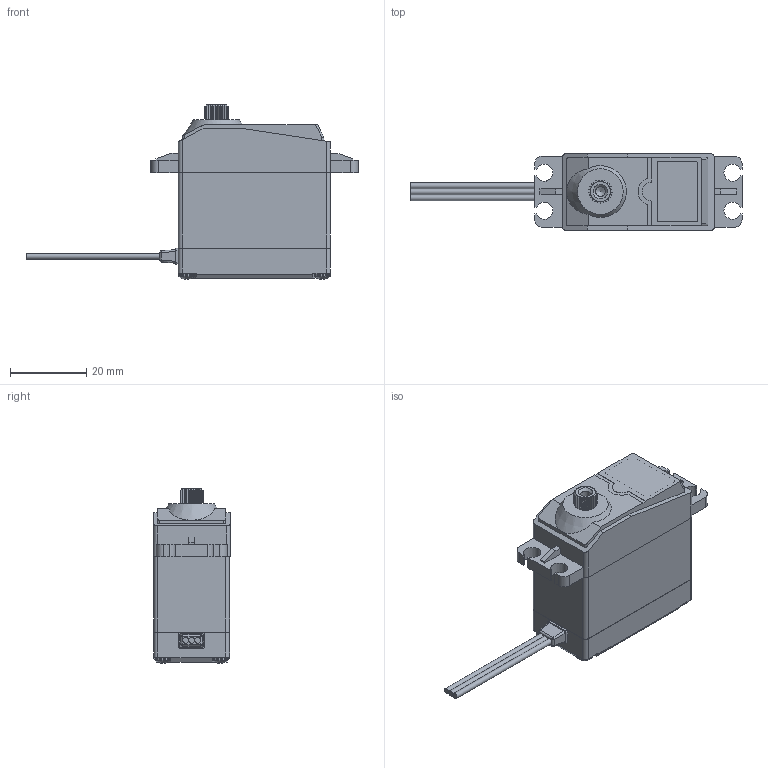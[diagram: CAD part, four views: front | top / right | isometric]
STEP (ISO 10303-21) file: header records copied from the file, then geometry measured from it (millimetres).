
FILE_DESCRIPTION(/* description */ ('STEP AP203'),/* implementation_level */ '2;1');
FILE_NAME(/* name */ 'сервопривод.stp',/* time_stamp */ '2023-02-18T23:24:39+03:00',/* author */ ('Tasya'),/* organization */ (''),/* preprocessor_version */ 'ST-DEVELOPER v18.1',/* originating_system */ 'Autodesk Inventor 2021',/* authorisation */ '');
FILE_SCHEMA (('AUTOMOTIVE_DESIGN { 1 0 10303 214 3 1 1 }'));
Length unit declared in the file: millimetre
Products named in the file (1): сервопривод
Bounding box: 87.35 x 20.2 x 45.91 mm (x, y, z)
Volume: 32906.9 mm3; surface area: 13347.4 mm2
Topology: 12 solids, 12 shells, 558 faces, 1503 edges, 961 vertices
Faces by surface type: plane 222, cylinder 137, bspline 82, cone 53, torus 40, sphere 24
Full cylindrical faces by diameter (mm): 1.5 x3, 2.5 x1, 4.2 x4, 5.3 x2
Entity records: 21238 total; most frequent: CARTESIAN_POINT 7526, ORIENTED_EDGE 2972, DIRECTION 2889, EDGE_CURVE 1486, AXIS2_PLACEMENT_3D 1148, VERTEX_POINT 961, LINE 593, VECTOR 593
